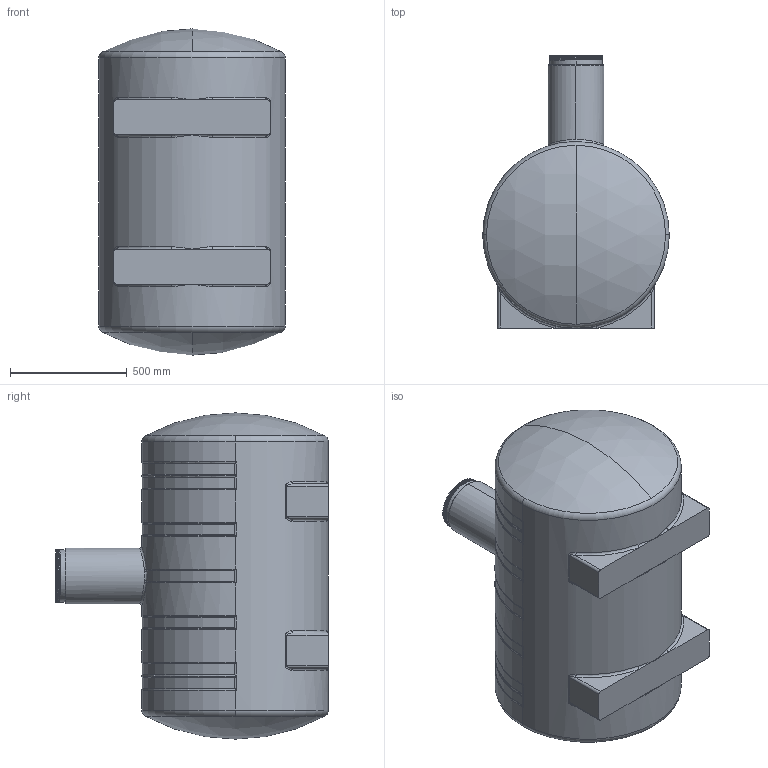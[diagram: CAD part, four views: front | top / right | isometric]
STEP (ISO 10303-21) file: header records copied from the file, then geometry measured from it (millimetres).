
FILE_DESCRIPTION (( 'STEP AP203' ), '1' );
FILE_NAME ('TANQUE_DE_600_LT_COM_BASE.STEP', '2017-06-02T00:48:06', ( '' ), ( '' ), 'SwSTEP 2.0', 'SolidWorks 2011', '' );
FILE_SCHEMA (( 'CONFIG_CONTROL_DESIGN' ));
Length unit declared in the file: millimetre
Products named in the file (1): TANQUE_DE_600_LT_COM_BASE
Bounding box: 800 x 1170 x 1400 mm (x, y, z)
Volume: 660233044.2 mm3; surface area: 4854751.3 mm2
Topology: 1 solids, 1 shells, 207 faces, 540 edges, 327 vertices
Faces by surface type: cylinder 78, torus 72, bspline 34, plane 19, sphere 4
Entity records: 11287 total; most frequent: CARTESIAN_POINT 6610, ORIENTED_EDGE 1056, DIRECTION 874, EDGE_CURVE 528, AXIS2_PLACEMENT_3D 374, VERTEX_POINT 327, EDGE_LOOP 211, FACE_OUTER_BOUND 207
